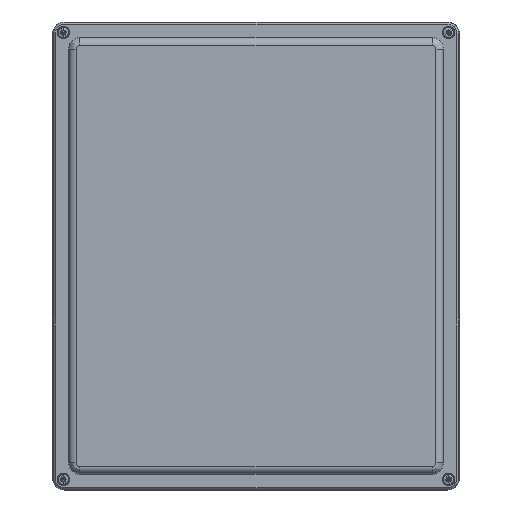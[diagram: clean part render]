
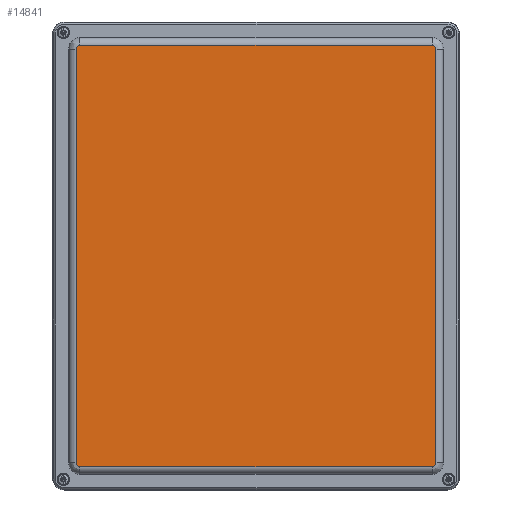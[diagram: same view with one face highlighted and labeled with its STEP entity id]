
A CAD part, top view. The second image highlights one B-rep face of the part: STEP entity #14841.
In plain terms, the highlighted planar face has unit normal (0, 0, 1).
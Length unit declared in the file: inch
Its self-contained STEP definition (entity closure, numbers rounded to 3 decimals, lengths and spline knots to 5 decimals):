
#925=PLANE($,#16479);
#1779=LINE($,#29438,#2863);
#1781=LINE($,#29474,#2865);
#1783=LINE($,#29478,#2867);
#1785=LINE($,#29511,#2869);
#2863=VECTOR($,#20408,11.45704);
#2865=VECTOR($,#20428,13.45704);
#2867=VECTOR($,#20432,13.45704);
#2869=VECTOR($,#20450,11.45704);
#4128=FACE_OUTER_BOUND($,#5133,.T.);
#5133=EDGE_LOOP($,(#12766,#12767,#12768,#12769,#12770,#12771,#12772,#12773));
#6039=CIRCLE($,#16463,0.12012);
#6041=CIRCLE($,#16465,0.12012);
#6047=CIRCLE($,#16473,0.12012);
#6049=CIRCLE($,#16475,0.12012);
#7262=VERTEX_POINT($,#29435);
#7263=VERTEX_POINT($,#29437);
#7266=VERTEX_POINT($,#29452);
#7267=VERTEX_POINT($,#29465);
#7270=VERTEX_POINT($,#29472);
#7271=VERTEX_POINT($,#29477);
#7274=VERTEX_POINT($,#29492);
#7275=VERTEX_POINT($,#29505);
#9174=EDGE_CURVE($,#7262,#7263,#1779,.T.);
#9178=EDGE_CURVE($,#7266,#7262,#6039,.T.);
#9180=EDGE_CURVE($,#7263,#7267,#6041,.T.);
#9184=EDGE_CURVE($,#7270,#7266,#1781,.T.);
#9186=EDGE_CURVE($,#7267,#7271,#1783,.T.);
#9190=EDGE_CURVE($,#7274,#7270,#6047,.T.);
#9192=EDGE_CURVE($,#7271,#7275,#6049,.T.);
#9195=EDGE_CURVE($,#7275,#7274,#1785,.T.);
#12766=ORIENTED_EDGE($,*,*,#9174,.F.);
#12767=ORIENTED_EDGE($,*,*,#9178,.F.);
#12768=ORIENTED_EDGE($,*,*,#9184,.F.);
#12769=ORIENTED_EDGE($,*,*,#9190,.F.);
#12770=ORIENTED_EDGE($,*,*,#9195,.F.);
#12771=ORIENTED_EDGE($,*,*,#9192,.F.);
#12772=ORIENTED_EDGE($,*,*,#9186,.F.);
#12773=ORIENTED_EDGE($,*,*,#9180,.F.);
#14841=ADVANCED_FACE($,(#4128),#925,.T.);
#16463=AXIS2_PLACEMENT_3D($,#29454,#20414,#20415);
#16465=AXIS2_PLACEMENT_3D($,#29466,#20418,#20419);
#16473=AXIS2_PLACEMENT_3D($,#29494,#20438,#20439);
#16475=AXIS2_PLACEMENT_3D($,#29506,#20442,#20443);
#16479=AXIS2_PLACEMENT_3D($,#29513,#20452,#20453);
#20408=DIRECTION($,(-1.,0.,0.));
#20414=DIRECTION('center_axis',(0.,0.,-1.));
#20415=DIRECTION('ref_axis',(0.707,-0.707,0.));
#20418=DIRECTION('center_axis',(0.,0.,-1.));
#20419=DIRECTION('ref_axis',(-0.707,-0.707,0.));
#20428=DIRECTION($,(0.,-1.,0.));
#20432=DIRECTION($,(0.,1.,0.));
#20438=DIRECTION('center_axis',(0.,0.,-1.));
#20439=DIRECTION('ref_axis',(0.707,0.707,0.));
#20442=DIRECTION('center_axis',(0.,0.,-1.));
#20443=DIRECTION('ref_axis',(-0.707,0.707,0.));
#20450=DIRECTION($,(1.,0.,0.));
#20452=DIRECTION('center_axis',(0.,0.,1.));
#20453=DIRECTION('ref_axis',(1.,0.,0.));
#29435=CARTESIAN_POINT('',(5.72852,-6.84863,1.));
#29437=CARTESIAN_POINT('',(-5.72852,-6.84863,1.));
#29438=CARTESIAN_POINT($,(5.72852,-6.84863,1.));
#29452=CARTESIAN_POINT('',(5.84863,-6.72852,1.));
#29454=CARTESIAN_POINT('Origin',(5.72852,-6.72852,1.));
#29465=CARTESIAN_POINT('',(-5.84863,-6.72852,1.));
#29466=CARTESIAN_POINT('Origin',(-5.72852,-6.72852,1.));
#29472=CARTESIAN_POINT('',(5.84863,6.72852,1.));
#29474=CARTESIAN_POINT($,(5.84863,6.72852,1.));
#29477=CARTESIAN_POINT('',(-5.84863,6.72852,1.));
#29478=CARTESIAN_POINT($,(-5.84863,-6.72852,1.));
#29492=CARTESIAN_POINT('',(5.72852,6.84863,1.));
#29494=CARTESIAN_POINT('Origin',(5.72852,6.72852,1.));
#29505=CARTESIAN_POINT('',(-5.72852,6.84863,1.));
#29506=CARTESIAN_POINT('Origin',(-5.72852,6.72852,1.));
#29511=CARTESIAN_POINT($,(-5.72852,6.84863,1.));
#29513=CARTESIAN_POINT('Origin',(0.,0.,1.));
